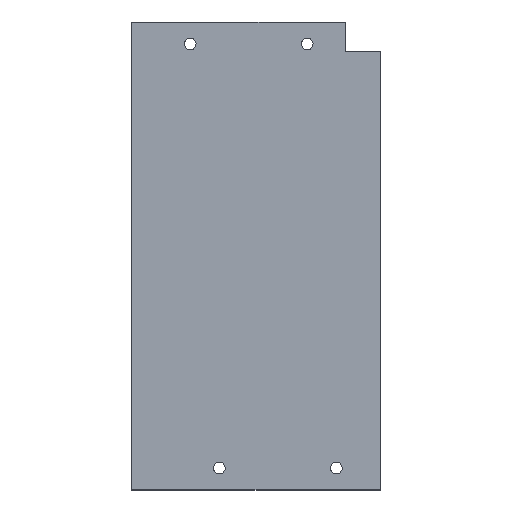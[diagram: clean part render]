
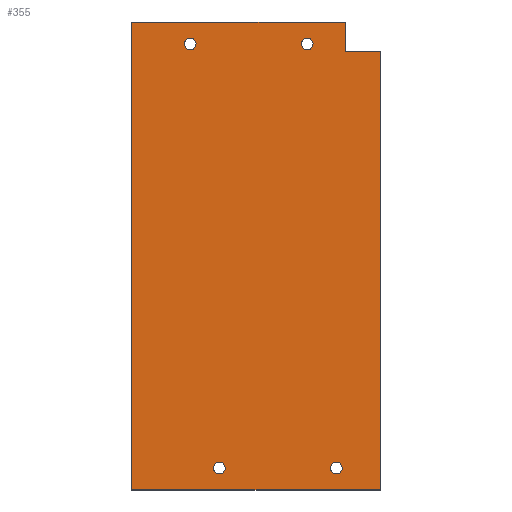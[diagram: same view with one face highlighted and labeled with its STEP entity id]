
A CAD part, top view. The second image highlights one B-rep face of the part: STEP entity #355.
In plain terms, the highlighted planar face has unit normal (0, 0, 1).
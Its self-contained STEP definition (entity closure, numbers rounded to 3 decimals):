
#69=DIRECTION('',(-1.,0.,0.));
#70=VECTOR('',#69,73.);
#71=CARTESIAN_POINT('',(73.,160.,3.));
#72=LINE('',#71,#70);
#73=DIRECTION('',(0.,1.,0.));
#74=VECTOR('',#73,10.);
#75=CARTESIAN_POINT('',(73.,150.,3.));
#76=LINE('',#75,#74);
#77=DIRECTION('',(-1.,0.,0.));
#78=VECTOR('',#77,12.);
#79=CARTESIAN_POINT('',(85.,150.,3.));
#80=LINE('',#79,#78);
#81=DIRECTION('',(0.,1.,0.));
#82=VECTOR('',#81,150.);
#83=CARTESIAN_POINT('',(85.,0.,3.));
#84=LINE('',#83,#82);
#85=DIRECTION('',(1.,0.,0.));
#86=VECTOR('',#85,85.);
#87=CARTESIAN_POINT('',(0.,0.,3.));
#88=LINE('',#87,#86);
#89=CARTESIAN_POINT('',(20.,152.5,3.));
#90=DIRECTION('',(0.,0.,1.));
#91=DIRECTION('',(1.,0.,0.));
#92=AXIS2_PLACEMENT_3D('',#89,#90,#91);
#94=CARTESIAN_POINT('',(20.,152.5,3.));
#95=DIRECTION('',(0.,0.,1.));
#96=DIRECTION('',(-1.,0.,0.));
#97=AXIS2_PLACEMENT_3D('',#94,#95,#96);
#99=CARTESIAN_POINT('',(60.,152.5,3.));
#100=DIRECTION('',(0.,0.,1.));
#101=DIRECTION('',(1.,0.,0.));
#102=AXIS2_PLACEMENT_3D('',#99,#100,#101);
#104=CARTESIAN_POINT('',(60.,152.5,3.));
#105=DIRECTION('',(0.,0.,1.));
#106=DIRECTION('',(-1.,0.,0.));
#107=AXIS2_PLACEMENT_3D('',#104,#105,#106);
#109=CARTESIAN_POINT('',(30.,7.5,3.));
#110=DIRECTION('',(0.,0.,1.));
#111=DIRECTION('',(1.,0.,0.));
#112=AXIS2_PLACEMENT_3D('',#109,#110,#111);
#114=CARTESIAN_POINT('',(30.,7.5,3.));
#115=DIRECTION('',(0.,0.,1.));
#116=DIRECTION('',(-1.,0.,0.));
#117=AXIS2_PLACEMENT_3D('',#114,#115,#116);
#119=CARTESIAN_POINT('',(70.,7.5,3.));
#120=DIRECTION('',(0.,0.,1.));
#121=DIRECTION('',(1.,0.,0.));
#122=AXIS2_PLACEMENT_3D('',#119,#120,#121);
#124=CARTESIAN_POINT('',(70.,7.5,3.));
#125=DIRECTION('',(0.,0.,1.));
#126=DIRECTION('',(-1.,0.,0.));
#127=AXIS2_PLACEMENT_3D('',#124,#125,#126);
#137=DIRECTION('',(0.,-1.,0.));
#138=VECTOR('',#137,160.);
#139=CARTESIAN_POINT('',(0.,160.,3.));
#140=LINE('',#139,#138);
#191=CARTESIAN_POINT('',(0.,0.,3.));
#192=CARTESIAN_POINT('',(85.,0.,3.));
#193=VERTEX_POINT('',#191);
#194=VERTEX_POINT('',#192);
#195=CARTESIAN_POINT('',(85.,150.,3.));
#196=VERTEX_POINT('',#195);
#197=CARTESIAN_POINT('',(73.,160.,3.));
#198=CARTESIAN_POINT('',(0.,160.,3.));
#199=VERTEX_POINT('',#197);
#200=VERTEX_POINT('',#198);
#205=CARTESIAN_POINT('',(73.,150.,3.));
#207=VERTEX_POINT('',#205);
#217=CARTESIAN_POINT('',(22.,152.5,3.));
#218=CARTESIAN_POINT('',(18.,152.5,3.));
#219=VERTEX_POINT('',#217);
#220=VERTEX_POINT('',#218);
#221=CARTESIAN_POINT('',(62.,152.5,3.));
#222=CARTESIAN_POINT('',(58.,152.5,3.));
#223=VERTEX_POINT('',#221);
#224=VERTEX_POINT('',#222);
#233=CARTESIAN_POINT('',(32.,7.5,3.));
#234=CARTESIAN_POINT('',(28.,7.5,3.));
#235=VERTEX_POINT('',#233);
#236=VERTEX_POINT('',#234);
#237=CARTESIAN_POINT('',(72.,7.5,3.));
#238=CARTESIAN_POINT('',(68.,7.5,3.));
#239=VERTEX_POINT('',#237);
#240=VERTEX_POINT('',#238);
#314=CARTESIAN_POINT('',(0.,0.,3.));
#315=DIRECTION('',(0.,0.,1.));
#316=DIRECTION('',(1.,0.,0.));
#317=AXIS2_PLACEMENT_3D('',#314,#315,#316);
#318=PLANE('',#317);
#320=ORIENTED_EDGE('',*,*,#319,.F.);
#322=ORIENTED_EDGE('',*,*,#321,.F.);
#323=ORIENTED_EDGE('',*,*,#306,.F.);
#324=ORIENTED_EDGE('',*,*,#295,.F.);
#326=ORIENTED_EDGE('',*,*,#325,.F.);
#328=ORIENTED_EDGE('',*,*,#327,.F.);
#329=EDGE_LOOP('',(#320,#322,#323,#324,#326,#328));
#330=FACE_OUTER_BOUND('',#329,.F.);
#332=ORIENTED_EDGE('',*,*,#331,.T.);
#334=ORIENTED_EDGE('',*,*,#333,.T.);
#335=EDGE_LOOP('',(#332,#334));
#336=FACE_BOUND('',#335,.F.);
#338=ORIENTED_EDGE('',*,*,#337,.T.);
#340=ORIENTED_EDGE('',*,*,#339,.T.);
#341=EDGE_LOOP('',(#338,#340));
#342=FACE_BOUND('',#341,.F.);
#344=ORIENTED_EDGE('',*,*,#343,.T.);
#346=ORIENTED_EDGE('',*,*,#345,.T.);
#347=EDGE_LOOP('',(#344,#346));
#348=FACE_BOUND('',#347,.F.);
#350=ORIENTED_EDGE('',*,*,#349,.T.);
#352=ORIENTED_EDGE('',*,*,#351,.T.);
#353=EDGE_LOOP('',(#350,#352));
#354=FACE_BOUND('',#353,.F.);
#355=ADVANCED_FACE('',(#330,#336,#342,#348,#354),#318,.T.);
#93=CIRCLE('',#92,2.);
#98=CIRCLE('',#97,2.);
#103=CIRCLE('',#102,2.);
#108=CIRCLE('',#107,2.);
#113=CIRCLE('',#112,2.);
#118=CIRCLE('',#117,2.);
#123=CIRCLE('',#122,2.);
#128=CIRCLE('',#127,2.);
#295=EDGE_CURVE('',#196,#207,#80,.T.);
#306=EDGE_CURVE('',#207,#199,#76,.T.);
#319=EDGE_CURVE('',#200,#193,#140,.T.);
#321=EDGE_CURVE('',#199,#200,#72,.T.);
#325=EDGE_CURVE('',#194,#196,#84,.T.);
#327=EDGE_CURVE('',#193,#194,#88,.T.);
#331=EDGE_CURVE('',#219,#220,#93,.T.);
#333=EDGE_CURVE('',#220,#219,#98,.T.);
#337=EDGE_CURVE('',#223,#224,#103,.T.);
#339=EDGE_CURVE('',#224,#223,#108,.T.);
#343=EDGE_CURVE('',#235,#236,#113,.T.);
#345=EDGE_CURVE('',#236,#235,#118,.T.);
#349=EDGE_CURVE('',#239,#240,#123,.T.);
#351=EDGE_CURVE('',#240,#239,#128,.T.);
